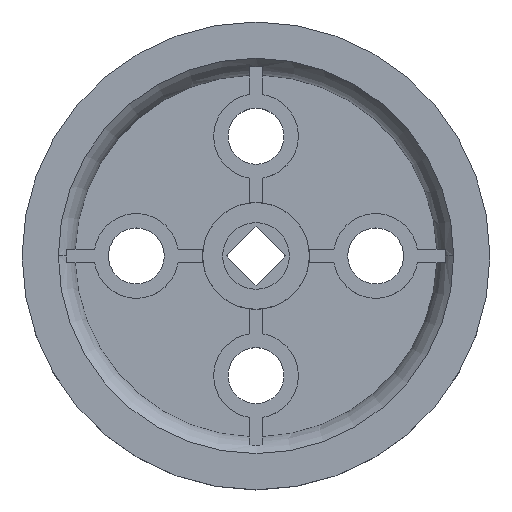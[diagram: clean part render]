
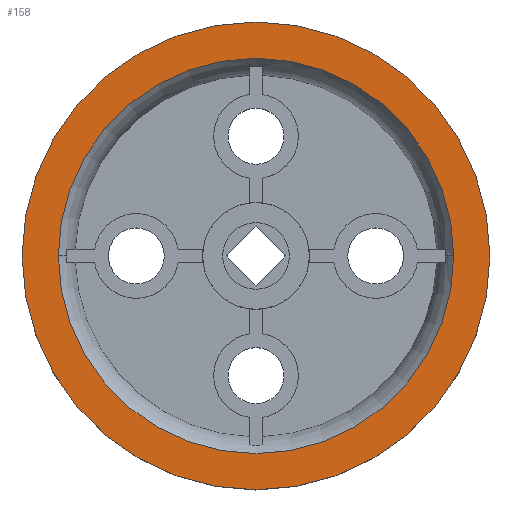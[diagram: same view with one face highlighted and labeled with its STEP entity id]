
A CAD part, top view. The second image highlights one B-rep face of the part: STEP entity #158.
In plain terms, the highlighted planar face has unit normal (0, 0, 1).
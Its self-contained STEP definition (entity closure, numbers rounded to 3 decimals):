
#158 = ADVANCED_FACE ( 'NONE', ( #2018, #2025 ), #3377, .F. ) ;
#212 = DIRECTION ( 'NONE',  ( 0., 0., 1. ) ) ;
#246 = VERTEX_POINT ( 'NONE', #2996 ) ;
#391 = DIRECTION ( 'NONE',  ( 1., 0., 0. ) ) ;
#397 = DIRECTION ( 'NONE',  ( 0., 0., 1. ) ) ;
#419 = CARTESIAN_POINT ( 'NONE',  ( 0., 0., 3. ) ) ;
#420 = CIRCLE ( 'NONE', #3317, 17.55 ) ;
#519 = CIRCLE ( 'NONE', #3334, 14.829 ) ;
#604 = VERTEX_POINT ( 'NONE', #699 ) ;
#699 = CARTESIAN_POINT ( 'NONE',  ( -17.55, 0., 3. ) ) ;
#895 = AXIS2_PLACEMENT_3D ( 'NONE', #3026, #2981, #2970 ) ;
#996 = CIRCLE ( 'NONE', #2313, 17.55 ) ;
#1136 = VERTEX_POINT ( 'NONE', #3074 ) ;
#1190 = CIRCLE ( 'NONE', #895, 14.829 ) ;
#1254 = ORIENTED_EDGE ( 'NONE', *, *, #2755, .F. ) ;
#1255 = ORIENTED_EDGE ( 'NONE', *, *, #3164, .F. ) ;
#1266 = ORIENTED_EDGE ( 'NONE', *, *, #2882, .T. ) ;
#1274 = ORIENTED_EDGE ( 'NONE', *, *, #3200, .T. ) ;
#1414 = DIRECTION ( 'NONE',  ( 1., 0., 0. ) ) ;
#1423 = CARTESIAN_POINT ( 'NONE',  ( 0., 0., 3. ) ) ;
#1561 = DIRECTION ( 'NONE',  ( -1., 0., 0. ) ) ;
#1831 = DIRECTION ( 'NONE',  ( 1., 0., 0. ) ) ;
#1846 = DIRECTION ( 'NONE',  ( 0., 0., 1. ) ) ;
#1869 = CARTESIAN_POINT ( 'NONE',  ( 0., 0., 3. ) ) ;
#2018 = FACE_BOUND ( 'NONE', #2137, .T. ) ;
#2025 = FACE_OUTER_BOUND ( 'NONE', #2383, .T. ) ;
#2068 = CARTESIAN_POINT ( 'NONE',  ( 17.55, 0., 3. ) ) ;
#2137 = EDGE_LOOP ( 'NONE', ( #1254, #1255 ) ) ;
#2313 = AXIS2_PLACEMENT_3D ( 'NONE', #419, #397, #391 ) ;
#2383 = EDGE_LOOP ( 'NONE', ( #1266, #1274 ) ) ;
#2755 = EDGE_CURVE ( 'NONE', #1136, #246, #1190, .T. ) ;
#2882 = EDGE_CURVE ( 'NONE', #3043, #604, #996, .T. ) ;
#2970 = DIRECTION ( 'NONE',  ( 1., 0., 0. ) ) ;
#2981 = DIRECTION ( 'NONE',  ( 0., 0., 1. ) ) ;
#2996 = CARTESIAN_POINT ( 'NONE',  ( -14.829, 0., 3. ) ) ;
#3026 = CARTESIAN_POINT ( 'NONE',  ( 0., 0., 3. ) ) ;
#3031 = AXIS2_PLACEMENT_3D ( 'NONE', #3295, #3226, #1561 ) ;
#3043 = VERTEX_POINT ( 'NONE', #2068 ) ;
#3074 = CARTESIAN_POINT ( 'NONE',  ( 14.829, 0., 3. ) ) ;
#3164 = EDGE_CURVE ( 'NONE', #246, #1136, #519, .T. ) ;
#3200 = EDGE_CURVE ( 'NONE', #604, #3043, #420, .T. ) ;
#3226 = DIRECTION ( 'NONE',  ( 0., 0., -1. ) ) ;
#3295 = CARTESIAN_POINT ( 'NONE',  ( 0., 17.55, 3. ) ) ;
#3317 = AXIS2_PLACEMENT_3D ( 'NONE', #1869, #1846, #1831 ) ;
#3334 = AXIS2_PLACEMENT_3D ( 'NONE', #1423, #212, #1414 ) ;
#3377 = PLANE ( 'NONE',  #3031 ) ;
